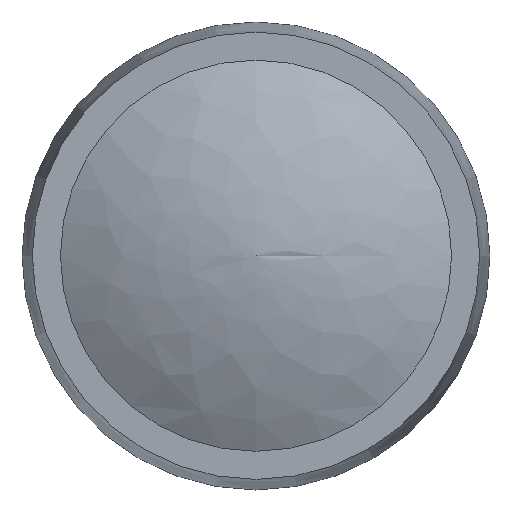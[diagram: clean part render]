
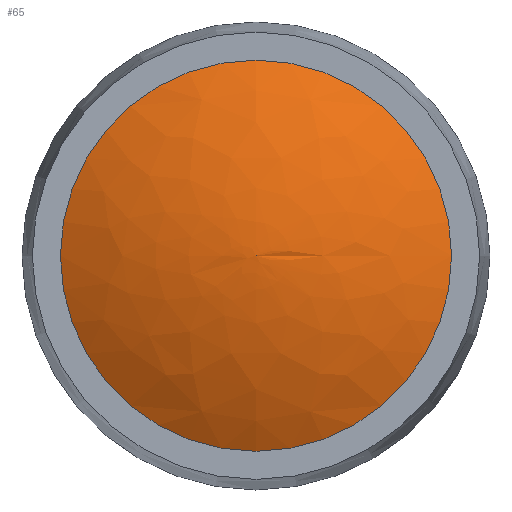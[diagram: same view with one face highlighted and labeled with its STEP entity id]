
A CAD part, top view. The second image highlights one B-rep face of the part: STEP entity #65.
In plain terms, the highlighted free-form (B-spline) face has degree [3, 3] with [4, 7] control points.
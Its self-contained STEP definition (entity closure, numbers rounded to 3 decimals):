
#65 = ADVANCED_FACE( '', ( #139, #140 ), #141, .T. );
#139 = FACE_BOUND( '', #214, .T. );
#140 = FACE_OUTER_BOUND( '', #215, .T. );
#141 = ( BOUNDED_SURFACE(  )B_SPLINE_SURFACE( 3, 3, ( ( #218, #219, #220, #221, #222, #223, #224 ), ( #225, #226, #227, #228, #229, #230, #231 ), ( #232, #233, #234, #235, #236, #237, #238 ), ( #239, #240, #241, #242, #243, #244, #245 ) ), .UNSPECIFIED., .F., .T., .F. )B_SPLINE_SURFACE_WITH_KNOTS( ( 4, 4 ), ( 4, 3, 4 ), ( 0., 6.283 ), ( 1.072, 1.301, 1.53 ), .UNSPECIFIED. )GEOMETRIC_REPRESENTATION_ITEM(  )RATIONAL_B_SPLINE_SURFACE( ( ( 1., 0.333, 0.333, 1., 0.333, 0.333, 1. ), ( 0.983, 0.328, 0.328, 0.983, 0.328, 0.328, 0.983 ), ( 0.983, 0.328, 0.328, 0.983, 0.328, 0.328, 0.983 ), ( 1., 0.333, 0.333, 1., 0.333, 0.333, 1. ) ) )REPRESENTATION_ITEM( '' )SURFACE(  ) );
#214 = VERTEX_LOOP( '', #341 );
#215 = EDGE_LOOP( '', ( #342 ) );
#218 = CARTESIAN_POINT( '', ( 0., 0.02, 19. ) );
#219 = CARTESIAN_POINT( '', ( 0., 0.02, 19. ) );
#220 = CARTESIAN_POINT( '', ( 0., 0.02, 19. ) );
#221 = CARTESIAN_POINT( '', ( 0., 0.02, 19. ) );
#222 = CARTESIAN_POINT( '', ( 0., 0.02, 19. ) );
#223 = CARTESIAN_POINT( '', ( 0., 0.02, 19. ) );
#224 = CARTESIAN_POINT( '', ( 0., 0.02, 19. ) );
#225 = CARTESIAN_POINT( '', ( 3.815, 0.02, 18.843 ) );
#226 = CARTESIAN_POINT( '', ( 3.815, 7.651, 18.843 ) );
#227 = CARTESIAN_POINT( '', ( -3.815, 7.651, 18.843 ) );
#228 = CARTESIAN_POINT( '', ( -3.815, 0.02, 18.843 ) );
#229 = CARTESIAN_POINT( '', ( -3.815, -7.611, 18.843 ) );
#230 = CARTESIAN_POINT( '', ( 3.815, -7.611, 18.843 ) );
#231 = CARTESIAN_POINT( '', ( 3.815, 0.02, 18.843 ) );
#232 = CARTESIAN_POINT( '', ( 7.496, 0.02, 17.825 ) );
#233 = CARTESIAN_POINT( '', ( 7.496, 15.011, 17.825 ) );
#234 = CARTESIAN_POINT( '', ( -7.496, 15.011, 17.825 ) );
#235 = CARTESIAN_POINT( '', ( -7.496, 0.02, 17.825 ) );
#236 = CARTESIAN_POINT( '', ( -7.496, -14.972, 17.825 ) );
#237 = CARTESIAN_POINT( '', ( 7.496, -14.972, 17.825 ) );
#238 = CARTESIAN_POINT( '', ( 7.496, 0.02, 17.825 ) );
#239 = CARTESIAN_POINT( '', ( 10.85, 0.02, 16. ) );
#240 = CARTESIAN_POINT( '', ( 10.85, 21.72, 16. ) );
#241 = CARTESIAN_POINT( '', ( -10.85, 21.72, 16. ) );
#242 = CARTESIAN_POINT( '', ( -10.85, 0.02, 16. ) );
#243 = CARTESIAN_POINT( '', ( -10.85, -21.68, 16. ) );
#244 = CARTESIAN_POINT( '', ( 10.85, -21.68, 16. ) );
#245 = CARTESIAN_POINT( '', ( 10.85, 0.02, 16. ) );
#341 = VERTEX_POINT( '', #395 );
#342 = ORIENTED_EDGE( '', *, *, #376, .T. );
#376 = EDGE_CURVE( '', #415, #415, #416, .T. );
#395 = CARTESIAN_POINT( '', ( 0., 0.02, 19. ) );
#415 = VERTEX_POINT( '', #464 );
#416 = CIRCLE( '', #465, 10.85 );
#464 = CARTESIAN_POINT( '', ( 10.85, 0.02, 16. ) );
#465 = AXIS2_PLACEMENT_3D( '', #514, #515, #516 );
#514 = CARTESIAN_POINT( '', ( 0., 0.02, 16. ) );
#515 = DIRECTION( '', ( 0., 0., 1. ) );
#516 = DIRECTION( '', ( 1., 0., 0. ) );
